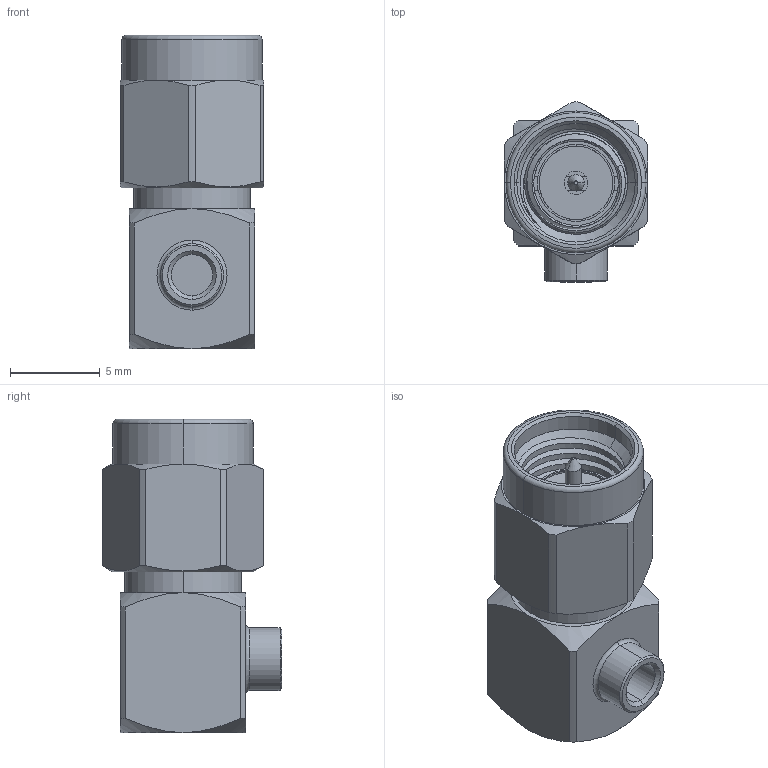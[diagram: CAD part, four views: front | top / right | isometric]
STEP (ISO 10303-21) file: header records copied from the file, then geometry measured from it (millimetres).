
FILE_DESCRIPTION (( 'STEP AP214' ), '1' );
FILE_NAME ('30-108-DS3-HA.STEP', '2024-08-09T07:39:43', ( '' ), ( '' ), 'SwSTEP 2.0', 'SolidWorks 2024', '' );
FILE_SCHEMA (( 'AUTOMOTIVE_DESIGN' ));
Length unit declared in the file: millimetre
Products named in the file (1): 30-108-DS3-HA
Bounding box: 8 x 10 x 17.45 mm (x, y, z)
Surface area: 808.6 mm2 (no closed solid volume)
Topology: 0 solids, 6 shells, 105 faces, 284 edges, 185 vertices
Faces by surface type: cylinder 39, cone 33, plane 24, bspline 5, torus 4
Entity records: 6098 total; most frequent: CARTESIAN_POINT 3667, ORIENTED_EDGE 500, DIRECTION 481, EDGE_CURVE 284, AXIS2_PLACEMENT_3D 204, VERTEX_POINT 185, EDGE_LOOP 114, ADVANCED_FACE 105
